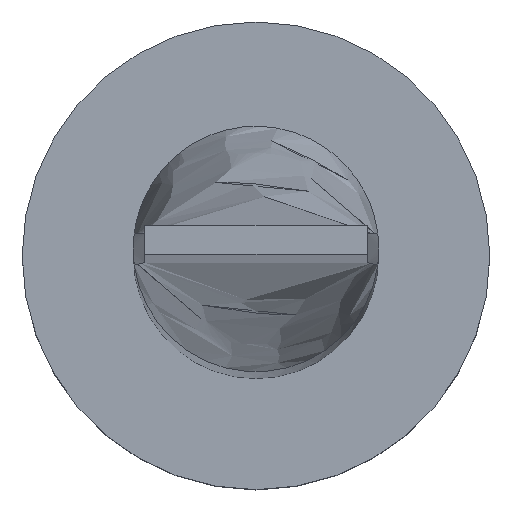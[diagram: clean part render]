
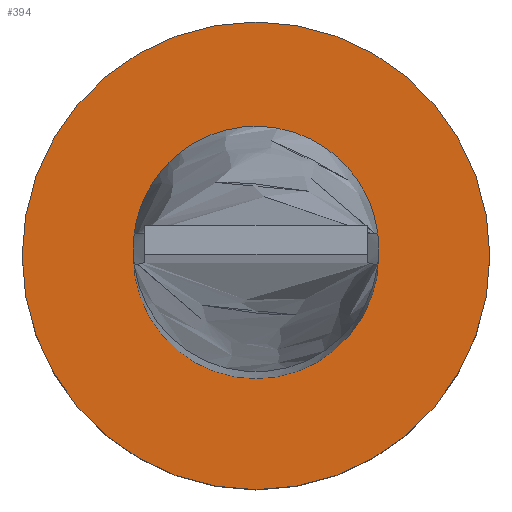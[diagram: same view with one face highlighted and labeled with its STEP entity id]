
A CAD part, top view. The second image highlights one B-rep face of the part: STEP entity #394.
In plain terms, the highlighted planar face has unit normal (0, 0, 1).
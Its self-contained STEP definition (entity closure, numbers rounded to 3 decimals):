
#27 = DIRECTION ( 'NONE',  ( 1., 0., 0. ) ) ;
#35 = ORIENTED_EDGE ( 'NONE', *, *, #65, .F. ) ;
#39 = CIRCLE ( 'NONE', #291, 4. ) ;
#40 = EDGE_LOOP ( 'NONE', ( #87, #241 ) ) ;
#59 = DIRECTION ( 'NONE',  ( 1., 0., 0. ) ) ;
#65 = EDGE_CURVE ( 'NONE', #535, #125, #507, .T. ) ;
#87 = ORIENTED_EDGE ( 'NONE', *, *, #128, .T. ) ;
#91 = VERTEX_POINT ( 'NONE', #337 ) ;
#102 = AXIS2_PLACEMENT_3D ( 'NONE', #378, #427, #27 ) ;
#125 = VERTEX_POINT ( 'NONE', #250 ) ;
#128 = EDGE_CURVE ( 'NONE', #91, #459, #222, .T. ) ;
#134 = CARTESIAN_POINT ( 'NONE',  ( 2.1, 0., 3. ) ) ;
#145 = PLANE ( 'NONE',  #223 ) ;
#158 = DIRECTION ( 'NONE',  ( 0., 0., 1. ) ) ;
#174 = DIRECTION ( 'NONE',  ( 1., 0., 0. ) ) ;
#177 = CIRCLE ( 'NONE', #249, 2.1 ) ;
#188 = DIRECTION ( 'NONE',  ( 0., 0., 1. ) ) ;
#192 = DIRECTION ( 'NONE',  ( 1., 0., 0. ) ) ;
#206 = DIRECTION ( 'NONE',  ( 1., 0., 0. ) ) ;
#222 = CIRCLE ( 'NONE', #102, 4. ) ;
#223 = AXIS2_PLACEMENT_3D ( 'NONE', #551, #505, #59 ) ;
#225 = CARTESIAN_POINT ( 'NONE',  ( 0., 0., 3. ) ) ;
#241 = ORIENTED_EDGE ( 'NONE', *, *, #481, .T. ) ;
#249 = AXIS2_PLACEMENT_3D ( 'NONE', #450, #188, #192 ) ;
#250 = CARTESIAN_POINT ( 'NONE',  ( -2.1, 0., 3. ) ) ;
#265 = EDGE_CURVE ( 'NONE', #125, #535, #177, .T. ) ;
#291 = AXIS2_PLACEMENT_3D ( 'NONE', #225, #488, #174 ) ;
#337 = CARTESIAN_POINT ( 'NONE',  ( -4., 0., 3. ) ) ;
#355 = CARTESIAN_POINT ( 'NONE',  ( 0., 0., 3. ) ) ;
#371 = FACE_OUTER_BOUND ( 'NONE', #40, .T. ) ;
#378 = CARTESIAN_POINT ( 'NONE',  ( 0., 0., 3. ) ) ;
#379 = AXIS2_PLACEMENT_3D ( 'NONE', #355, #158, #206 ) ;
#394 = ADVANCED_FACE ( 'NONE', ( #421, #371 ), #145, .T. ) ;
#418 = CARTESIAN_POINT ( 'NONE',  ( 4., 0., 3. ) ) ;
#420 = ORIENTED_EDGE ( 'NONE', *, *, #265, .F. ) ;
#421 = FACE_BOUND ( 'NONE', #453, .T. ) ;
#427 = DIRECTION ( 'NONE',  ( 0., 0., 1. ) ) ;
#450 = CARTESIAN_POINT ( 'NONE',  ( 0., 0., 3. ) ) ;
#453 = EDGE_LOOP ( 'NONE', ( #420, #35 ) ) ;
#459 = VERTEX_POINT ( 'NONE', #418 ) ;
#481 = EDGE_CURVE ( 'NONE', #459, #91, #39, .T. ) ;
#488 = DIRECTION ( 'NONE',  ( 0., 0., 1. ) ) ;
#505 = DIRECTION ( 'NONE',  ( 0., 0., 1. ) ) ;
#507 = CIRCLE ( 'NONE', #379, 2.1 ) ;
#535 = VERTEX_POINT ( 'NONE', #134 ) ;
#551 = CARTESIAN_POINT ( 'NONE',  ( 0., 0., 3. ) ) ;
